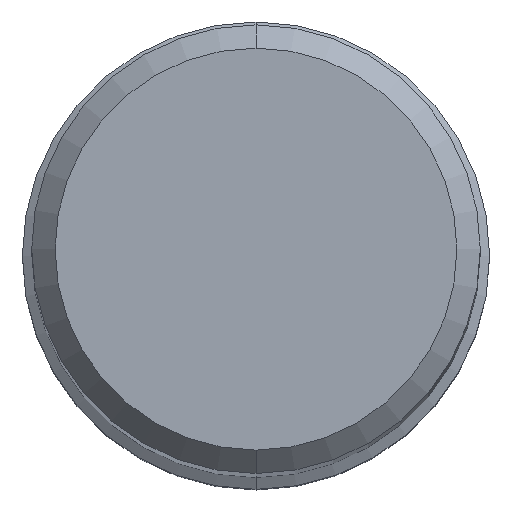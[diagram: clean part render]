
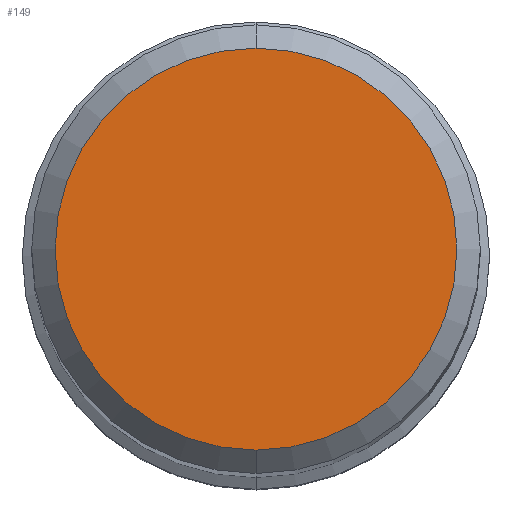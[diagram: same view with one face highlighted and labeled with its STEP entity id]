
A CAD part, top view. The second image highlights one B-rep face of the part: STEP entity #149.
In plain terms, the highlighted planar face has unit normal (0, 0, 1).
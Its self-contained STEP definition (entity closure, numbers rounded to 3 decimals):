
#149=ADVANCED_FACE('',(#382),#383,.T.);
#175=VERTEX_POINT('',#410);
#215=EDGE_CURVE('',#323,#175,#457,.T.);
#277=EDGE_CURVE('',#175,#323,#526,.T.);
#323=VERTEX_POINT('',#579);
#382=FACE_OUTER_BOUND('',#636,.T.);
#383=PLANE('',#637);
#410=CARTESIAN_POINT('',(0.,-4.3,0.0));
#457=CIRCLE('',#733,4.3);
#526=CIRCLE('',#828,4.3);
#579=CARTESIAN_POINT('',(0.0,4.3,0.0));
#636=EDGE_LOOP('',(#950,#951));
#637=AXIS2_PLACEMENT_3D('',#952,#953,#954);
#733=AXIS2_PLACEMENT_3D('',#1039,#1040,#1041);
#828=AXIS2_PLACEMENT_3D('',#1132,#1133,#1134);
#950=ORIENTED_EDGE('',*,*,#215,.F.);
#951=ORIENTED_EDGE('',*,*,#277,.F.);
#952=CARTESIAN_POINT('',(0.0,2.15,0.0));
#953=DIRECTION('',(-0.0,0.0,1.0));
#954=DIRECTION('',(0.0,-1.0,0.0));
#1039=CARTESIAN_POINT('',(0.0,0.0,0.0));
#1040=DIRECTION('',(0.0,0.0,-1.0));
#1041=DIRECTION('',(0.0,1.0,0.0));
#1132=CARTESIAN_POINT('',(0.0,0.0,0.0));
#1133=DIRECTION('',(0.0,0.0,-1.0));
#1134=DIRECTION('',(0.0,1.0,0.0));
